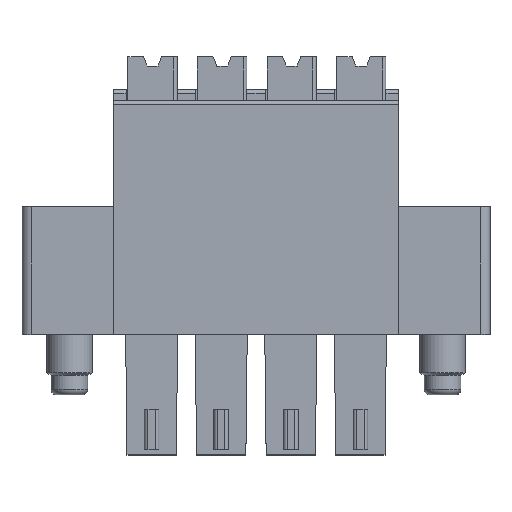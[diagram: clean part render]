
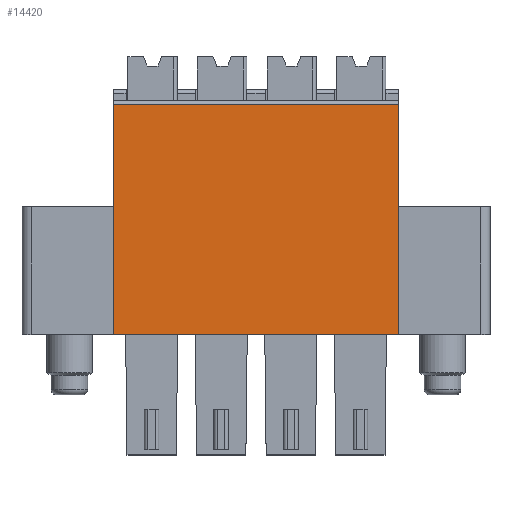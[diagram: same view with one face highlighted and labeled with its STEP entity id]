
A CAD part, top view. The second image highlights one B-rep face of the part: STEP entity #14420.
In plain terms, the highlighted planar face has unit normal (0, 0, 1).
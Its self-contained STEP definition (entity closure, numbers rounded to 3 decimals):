
#549=LINE('',#20344,#2399);
#1174=LINE('',#22208,#3024);
#1200=LINE('',#22260,#3050);
#1205=LINE('',#22270,#3055);
#2399=VECTOR('',#16218,1000.);
#3024=VECTOR('',#17675,1000.);
#3050=VECTOR('',#17729,1000.);
#3055=VECTOR('',#17744,1000.);
#5797=ORIENTED_EDGE('',*,*,#8481,.F.);
#5798=ORIENTED_EDGE('',*,*,#9333,.F.);
#5799=ORIENTED_EDGE('',*,*,#9300,.F.);
#5800=ORIENTED_EDGE('',*,*,#9328,.T.);
#8481=EDGE_CURVE('',#10590,#10591,#549,.T.);
#9300=EDGE_CURVE('',#11153,#11149,#1174,.T.);
#9328=EDGE_CURVE('',#11153,#10591,#1200,.T.);
#9333=EDGE_CURVE('',#11149,#10590,#1205,.T.);
#10590=VERTEX_POINT('',#20343);
#10591=VERTEX_POINT('',#20345);
#11149=VERTEX_POINT('',#22198);
#11153=VERTEX_POINT('',#22207);
#12143=EDGE_LOOP('',(#5797,#5798,#5799,#5800));
#12966=FACE_BOUND('',#12143,.T.);
#13704=PLANE('',#15344);
#14420=ADVANCED_FACE('',(#12966),#13704,.T.);
#15344=AXIS2_PLACEMENT_3D('',#22269,#17742,#17743);
#16218=DIRECTION('',(0.,1.,0.));
#17675=DIRECTION('',(0.,-1.,0.));
#17729=DIRECTION('',(-1.,0.,0.));
#17742=DIRECTION('',(0.,0.,1.));
#17743=DIRECTION('',(-1.,0.,0.));
#17744=DIRECTION('',(-1.,0.,0.));
#20343=CARTESIAN_POINT('',(5.,0.,0.));
#20344=CARTESIAN_POINT('',(5.,0.,0.));
#20345=CARTESIAN_POINT('',(5.,12.6,0.));
#22198=CARTESIAN_POINT('',(20.63,0.,0.));
#22207=CARTESIAN_POINT('',(20.63,12.6,0.));
#22208=CARTESIAN_POINT('',(20.63,0.,0.));
#22260=CARTESIAN_POINT('',(35.449,12.6,0.));
#22269=CARTESIAN_POINT('',(35.449,0.,0.));
#22270=CARTESIAN_POINT('',(35.449,0.,0.));
